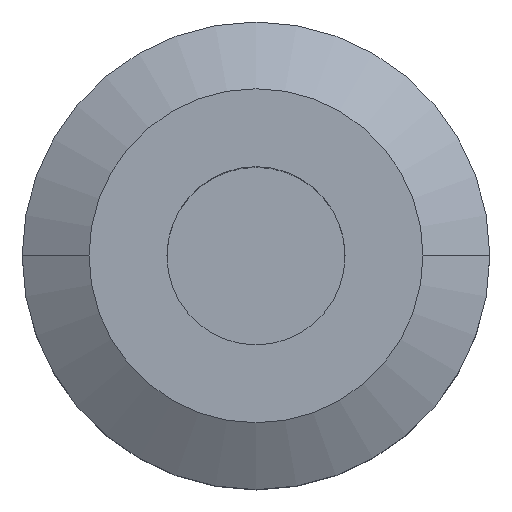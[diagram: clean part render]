
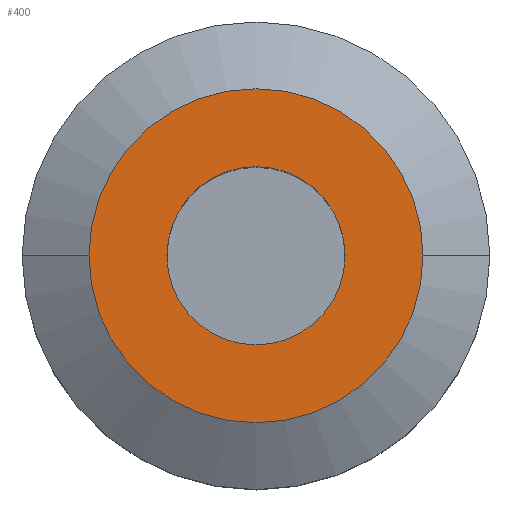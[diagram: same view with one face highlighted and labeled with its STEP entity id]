
A CAD part, top view. The second image highlights one B-rep face of the part: STEP entity #400.
In plain terms, the highlighted planar face has unit normal (0, 0, 1).
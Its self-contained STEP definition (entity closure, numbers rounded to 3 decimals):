
#36 = EDGE_CURVE ( 'NONE', #2882, #2995, #2080, .T. ) ;
#209 = AXIS2_PLACEMENT_3D ( 'NONE', #346, #2258, #620 ) ;
#346 = CARTESIAN_POINT ( 'NONE',  ( 0., 0., 60. ) ) ;
#366 = VERTEX_POINT ( 'NONE', #2122 ) ;
#376 = EDGE_CURVE ( 'NONE', #366, #699, #2612, .T. ) ;
#400 = ADVANCED_FACE ( 'NONE', ( #922, #1007 ), #3239, .T. ) ;
#515 = ORIENTED_EDGE ( 'NONE', *, *, #2239, .T. ) ;
#620 = DIRECTION ( 'NONE',  ( -1., 0., 0. ) ) ;
#699 = VERTEX_POINT ( 'NONE', #1033 ) ;
#702 = DIRECTION ( 'NONE',  ( 0., 0., -1. ) ) ;
#720 = DIRECTION ( 'NONE',  ( 0., 0., -1. ) ) ;
#818 = ORIENTED_EDGE ( 'NONE', *, *, #36, .F. ) ;
#839 = ORIENTED_EDGE ( 'NONE', *, *, #3380, .F. ) ;
#922 = FACE_BOUND ( 'NONE', #2323, .T. ) ;
#1007 = FACE_OUTER_BOUND ( 'NONE', #2514, .T. ) ;
#1033 = CARTESIAN_POINT ( 'NONE',  ( -8., 0., 60. ) ) ;
#1407 = CARTESIAN_POINT ( 'NONE',  ( -15., 0., 60. ) ) ;
#1452 = ORIENTED_EDGE ( 'NONE', *, *, #376, .T. ) ;
#1462 = AXIS2_PLACEMENT_3D ( 'NONE', #3526, #720, #1540 ) ;
#1540 = DIRECTION ( 'NONE',  ( -1., 0., 0. ) ) ;
#1583 = DIRECTION ( 'NONE',  ( 1., 0., 0. ) ) ;
#1671 = AXIS2_PLACEMENT_3D ( 'NONE', #2342, #702, #2606 ) ;
#1748 = AXIS2_PLACEMENT_3D ( 'NONE', #3372, #1924, #1988 ) ;
#1924 = DIRECTION ( 'NONE',  ( 0., 0., -1. ) ) ;
#1988 = DIRECTION ( 'NONE',  ( -1., 0., 0. ) ) ;
#2080 = CIRCLE ( 'NONE', #1462, 15. ) ;
#2096 = CARTESIAN_POINT ( 'NONE',  ( 0., 15., 60. ) ) ;
#2122 = CARTESIAN_POINT ( 'NONE',  ( 8., 0., 60. ) ) ;
#2239 = EDGE_CURVE ( 'NONE', #699, #366, #3243, .T. ) ;
#2254 = CARTESIAN_POINT ( 'NONE',  ( 15., 0., 60. ) ) ;
#2258 = DIRECTION ( 'NONE',  ( 0., 0., -1. ) ) ;
#2323 = EDGE_LOOP ( 'NONE', ( #515, #1452 ) ) ;
#2342 = CARTESIAN_POINT ( 'NONE',  ( 0., 0., 60. ) ) ;
#2356 = CIRCLE ( 'NONE', #209, 15. ) ;
#2514 = EDGE_LOOP ( 'NONE', ( #818, #839 ) ) ;
#2606 = DIRECTION ( 'NONE',  ( -1., 0., 0. ) ) ;
#2612 = CIRCLE ( 'NONE', #1748, 8. ) ;
#2850 = AXIS2_PLACEMENT_3D ( 'NONE', #2096, #3047, #1583 ) ;
#2882 = VERTEX_POINT ( 'NONE', #1407 ) ;
#2995 = VERTEX_POINT ( 'NONE', #2254 ) ;
#3047 = DIRECTION ( 'NONE',  ( 0., 0., 1. ) ) ;
#3239 = PLANE ( 'NONE',  #2850 ) ;
#3243 = CIRCLE ( 'NONE', #1671, 8. ) ;
#3372 = CARTESIAN_POINT ( 'NONE',  ( 0., 0., 60. ) ) ;
#3380 = EDGE_CURVE ( 'NONE', #2995, #2882, #2356, .T. ) ;
#3526 = CARTESIAN_POINT ( 'NONE',  ( 0., 0., 60. ) ) ;
